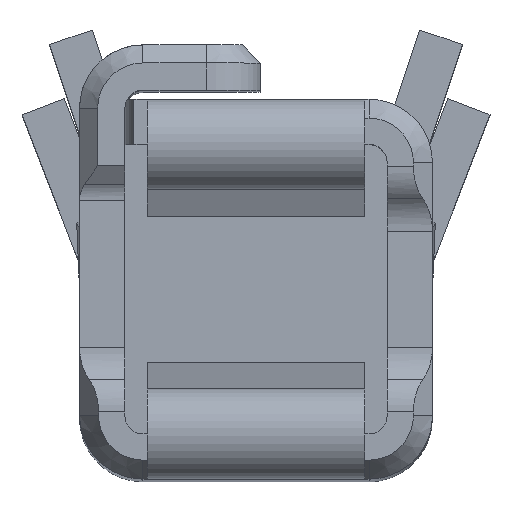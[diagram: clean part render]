
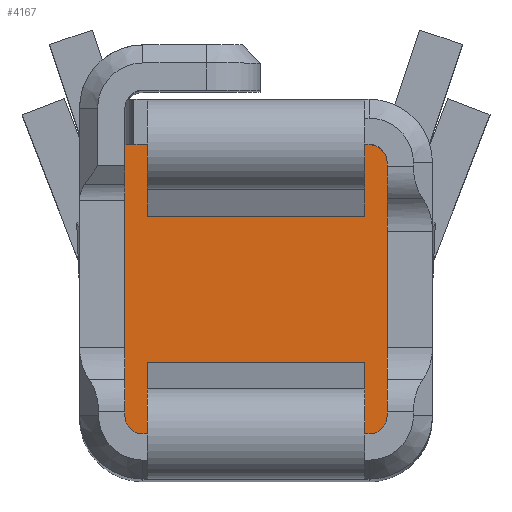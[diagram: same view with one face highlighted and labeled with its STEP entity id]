
A CAD part, top view. The second image highlights one B-rep face of the part: STEP entity #4167.
In plain terms, the highlighted planar face has unit normal (0, 0, 1).
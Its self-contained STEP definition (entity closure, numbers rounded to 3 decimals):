
#440=DIRECTION('',(-1.,0.,0.));
#441=VECTOR('',#440,1.35);
#442=CARTESIAN_POINT('',(0.625,0.65,-1.15));
#443=LINE('',#442,#441);
#698=DIRECTION('',(0.,1.,0.));
#699=VECTOR('',#698,0.252);
#700=CARTESIAN_POINT('',(-0.6,0.254,-1.15));
#701=LINE('',#700,#699);
#743=DIRECTION('',(0.,1.,0.));
#744=VECTOR('',#743,0.252);
#745=CARTESIAN_POINT('',(-0.6,-0.805,-1.15));
#746=LINE('',#745,#744);
#756=DIRECTION('',(0.,-1.,0.));
#757=VECTOR('',#756,0.016);
#758=CARTESIAN_POINT('',(-0.725,0.65,-1.15));
#759=LINE('',#758,#757);
#760=DIRECTION('',(1.,0.,0.));
#761=VECTOR('',#760,1.2);
#762=CARTESIAN_POINT('',(-0.6,0.254,-1.15));
#763=LINE('',#762,#761);
#785=DIRECTION('',(0.,1.,0.));
#786=VECTOR('',#785,0.252);
#787=CARTESIAN_POINT('',(0.6,-0.805,-1.15));
#788=LINE('',#787,#786);
#817=DIRECTION('',(0.,1.,0.));
#818=VECTOR('',#817,0.252);
#819=CARTESIAN_POINT('',(0.6,0.254,-1.15));
#820=LINE('',#819,#818);
#849=DIRECTION('',(0.,1.,0.));
#850=VECTOR('',#849,1.4);
#851=CARTESIAN_POINT('',(0.725,-0.85,-1.15));
#852=LINE('',#851,#850);
#897=CARTESIAN_POINT('',(0.625,0.55,-1.15));
#898=DIRECTION('',(0.,0.,-1.));
#899=DIRECTION('',(0.,1.,0.));
#900=AXIS2_PLACEMENT_3D('',#897,#898,#899);
#966=DIRECTION('',(0.,1.,0.));
#967=VECTOR('',#966,1.484);
#968=CARTESIAN_POINT('',(-0.725,-0.85,-1.15));
#969=LINE('',#968,#967);
#1667=CARTESIAN_POINT('',(-0.625,-0.85,-1.15));
#1668=DIRECTION('',(0.,0.,-1.));
#1669=DIRECTION('',(0.,-1.,0.));
#1670=AXIS2_PLACEMENT_3D('',#1667,#1668,#1669);
#1702=DIRECTION('',(1.,0.,0.));
#1703=VECTOR('',#1702,1.25);
#1704=CARTESIAN_POINT('',(-0.625,-0.95,-1.15));
#1705=LINE('',#1704,#1703);
#1722=CARTESIAN_POINT('',(0.625,-0.85,-1.15));
#1723=DIRECTION('',(0.,0.,-1.));
#1724=DIRECTION('',(1.,0.,0.));
#1725=AXIS2_PLACEMENT_3D('',#1722,#1723,#1724);
#2857=DIRECTION('',(1.,0.,0.));
#2858=VECTOR('',#2857,1.2);
#2859=CARTESIAN_POINT('',(-0.6,-0.805,-1.15));
#2860=LINE('',#2859,#2858);
#2877=DIRECTION('',(1.,0.,0.));
#2878=VECTOR('',#2877,1.2);
#2879=CARTESIAN_POINT('',(-0.6,-0.554,-1.15));
#2880=LINE('',#2879,#2878);
#2885=DIRECTION('',(1.,0.,0.));
#2886=VECTOR('',#2885,1.2);
#2887=CARTESIAN_POINT('',(-0.6,0.505,-1.15));
#2888=LINE('',#2887,#2886);
#2951=CARTESIAN_POINT('',(-0.725,-0.85,-1.15));
#2952=CARTESIAN_POINT('',(-0.725,0.634,-1.15));
#2953=VERTEX_POINT('',#2951);
#2954=VERTEX_POINT('',#2952);
#2955=CARTESIAN_POINT('',(-0.625,-0.95,-1.15));
#2956=VERTEX_POINT('',#2955);
#2961=CARTESIAN_POINT('',(0.625,-0.95,-1.15));
#2962=VERTEX_POINT('',#2961);
#2965=CARTESIAN_POINT('',(0.725,-0.85,-1.15));
#2966=VERTEX_POINT('',#2965);
#2969=CARTESIAN_POINT('',(0.725,0.55,-1.15));
#2970=VERTEX_POINT('',#2969);
#2973=CARTESIAN_POINT('',(0.625,0.65,-1.15));
#2974=VERTEX_POINT('',#2973);
#2977=CARTESIAN_POINT('',(-0.6,0.254,-1.15));
#2978=CARTESIAN_POINT('',(-0.6,0.505,-1.15));
#2979=VERTEX_POINT('',#2977);
#2980=VERTEX_POINT('',#2978);
#2981=CARTESIAN_POINT('',(-0.6,-0.805,-1.15));
#2982=CARTESIAN_POINT('',(-0.6,-0.554,-1.15));
#2983=VERTEX_POINT('',#2981);
#2984=VERTEX_POINT('',#2982);
#2985=CARTESIAN_POINT('',(0.6,0.254,-1.15));
#2986=CARTESIAN_POINT('',(0.6,0.505,-1.15));
#2987=VERTEX_POINT('',#2985);
#2988=VERTEX_POINT('',#2986);
#2989=CARTESIAN_POINT('',(0.6,-0.805,-1.15));
#2990=CARTESIAN_POINT('',(0.6,-0.554,-1.15));
#2991=VERTEX_POINT('',#2989);
#2992=VERTEX_POINT('',#2990);
#3220=CARTESIAN_POINT('',(-0.725,0.65,-1.15));
#3221=VERTEX_POINT('',#3220);
#4127=CARTESIAN_POINT('',(0.,0.,-1.15));
#4128=DIRECTION('',(0.,0.,1.));
#4129=DIRECTION('',(1.,0.,0.));
#4130=AXIS2_PLACEMENT_3D('',#4127,#4128,#4129);
#4131=PLANE('',#4130);
#4133=ORIENTED_EDGE('',*,*,#4132,.F.);
#4134=ORIENTED_EDGE('',*,*,#3823,.F.);
#4136=ORIENTED_EDGE('',*,*,#4135,.T.);
#4138=ORIENTED_EDGE('',*,*,#4137,.F.);
#4140=ORIENTED_EDGE('',*,*,#4139,.T.);
#4142=ORIENTED_EDGE('',*,*,#4141,.F.);
#4144=ORIENTED_EDGE('',*,*,#4143,.T.);
#4146=ORIENTED_EDGE('',*,*,#4145,.T.);
#4147=EDGE_LOOP('',(#4133,#4134,#4136,#4138,#4140,#4142,#4144,#4146));
#4148=FACE_OUTER_BOUND('',#4147,.F.);
#4149=ORIENTED_EDGE('',*,*,#4118,.F.);
#4151=ORIENTED_EDGE('',*,*,#4150,.T.);
#4153=ORIENTED_EDGE('',*,*,#4152,.T.);
#4155=ORIENTED_EDGE('',*,*,#4154,.F.);
#4156=EDGE_LOOP('',(#4149,#4151,#4153,#4155));
#4157=FACE_BOUND('',#4156,.F.);
#4158=ORIENTED_EDGE('',*,*,#4087,.F.);
#4160=ORIENTED_EDGE('',*,*,#4159,.T.);
#4162=ORIENTED_EDGE('',*,*,#4161,.T.);
#4164=ORIENTED_EDGE('',*,*,#4163,.F.);
#4165=EDGE_LOOP('',(#4158,#4160,#4162,#4164));
#4166=FACE_BOUND('',#4165,.F.);
#901=CIRCLE('',#900,0.1);
#1671=CIRCLE('',#1670,0.1);
#1726=CIRCLE('',#1725,0.1);
#3823=EDGE_CURVE('',#2974,#3221,#443,.T.);
#4087=EDGE_CURVE('',#2979,#2980,#701,.T.);
#4118=EDGE_CURVE('',#2983,#2984,#746,.T.);
#4132=EDGE_CURVE('',#3221,#2954,#759,.T.);
#4135=EDGE_CURVE('',#2974,#2970,#901,.T.);
#4137=EDGE_CURVE('',#2966,#2970,#852,.T.);
#4139=EDGE_CURVE('',#2966,#2962,#1726,.T.);
#4141=EDGE_CURVE('',#2956,#2962,#1705,.T.);
#4143=EDGE_CURVE('',#2956,#2953,#1671,.T.);
#4145=EDGE_CURVE('',#2953,#2954,#969,.T.);
#4150=EDGE_CURVE('',#2983,#2991,#2860,.T.);
#4152=EDGE_CURVE('',#2991,#2992,#788,.T.);
#4154=EDGE_CURVE('',#2984,#2992,#2880,.T.);
#4159=EDGE_CURVE('',#2979,#2987,#763,.T.);
#4161=EDGE_CURVE('',#2987,#2988,#820,.T.);
#4163=EDGE_CURVE('',#2980,#2988,#2888,.T.);
#4167=ADVANCED_FACE('',(#4148,#4157,#4166),#4131,.T.);
